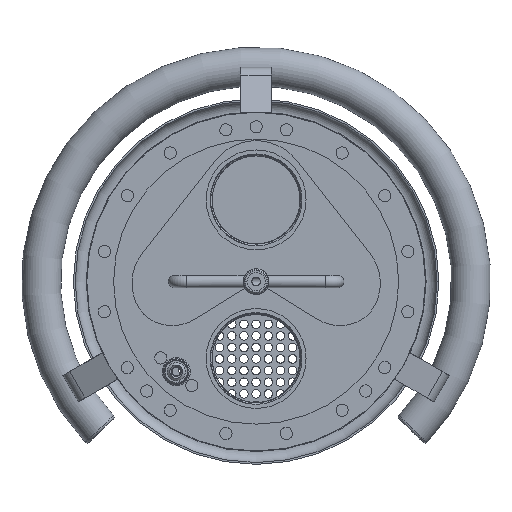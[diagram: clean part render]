
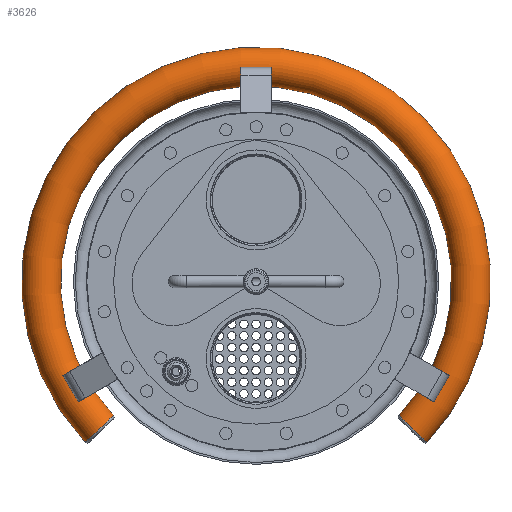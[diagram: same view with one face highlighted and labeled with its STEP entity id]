
A CAD part, left-side view. The second image highlights one B-rep face of the part: STEP entity #3626.
In plain terms, the highlighted toroidal (fillet/blend) face has major radius 176.5 mm and minor radius 16 mm.
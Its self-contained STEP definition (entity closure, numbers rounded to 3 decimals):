
#3626=ADVANCED_FACE('',(#26191,#26193),#26195,.T.);
#26191=FACE_OUTER_BOUND('',#26192,.T.);
#26192=EDGE_LOOP('',(#35314));
#26193=FACE_OUTER_BOUND('',#26194,.T.);
#26194=EDGE_LOOP('',(#35315));
#26195=TOROIDAL_SURFACE('',#26196,176.5,16.);
#26196=AXIS2_PLACEMENT_3D('',#26197,#26198,#26199);
#26197=CARTESIAN_POINT('',(-86.419,0.,0.));
#26198=DIRECTION('',(-1.,0.,0.));
#26199=DIRECTION('',(0.,-0.727,-0.687));
#35314=ORIENTED_EDGE('',*,*,#37518,.F.);
#35315=ORIENTED_EDGE('',*,*,#37519,.F.);
#37518=EDGE_CURVE('',#39513,#39513,#39514,.T.);
#37519=EDGE_CURVE('',#39515,#39515,#39516,.T.);
#39513=VERTEX_POINT('',#53586);
#39514=B_SPLINE_CURVE_WITH_KNOTS('',3,
(#53587,#53588,#53589,#53590,#53591,#53592,#53593,#53594,#53595,#53596,#53597,#53598,
#53599,#53600,#53601,#53602,#53603,#53604,#53605,#53606,#53607,#53608,#53609,#53610,
#53611,#53612,#53613,#53614,#53615,#53616,#53617,#53618,#53619,#53620,#53621,#53622,
#53623,#53624,#53625,#53626,#53627,#53628,#53629,#53630,#53631,#53632,#53633,#53634,
#53635),
.UNSPECIFIED.,.T.,.F.,
(4,1,1,1,1,1,1,1,1,1,1,1,1,1,1,1,1,1,1,1,1,1,1,1,1,1,1,1,1,1,1,1,1,1,1,1,1,1,1,1,
1,1,1,1,1,1,4),
(0.,0.022,0.044,0.066,0.088,
0.11,0.132,0.154,0.176,0.198,
0.22,0.242,0.264,0.286,0.308,
0.33,0.352,0.374,0.396,0.418,
0.44,0.463,0.485,0.507,0.528,
0.55,0.572,0.594,0.616,0.638,
0.66,0.682,0.704,0.727,0.749,
0.771,0.793,0.814,0.836,0.858,
0.881,0.903,0.924,0.946,0.968,
0.986,1.),
.UNSPECIFIED.);
#39515=VERTEX_POINT('',#53636);
#39516=B_SPLINE_CURVE_WITH_KNOTS('',3,
(#53637,#53638,#53639,#53640,#53641,#53642,#53643,#53644,#53645,#53646,#53647,#53648,
#53649,#53650,#53651,#53652,#53653,#53654,#53655,#53656,#53657,#53658,#53659,#53660,
#53661,#53662,#53663,#53664,#53665,#53666,#53667,#53668,#53669,#53670,#53671,#53672,
#53673,#53674,#53675,#53676,#53677,#53678,#53679,#53680,#53681,#53682,#53683,#53684,
#53685,#53686),
.UNSPECIFIED.,.T.,.F.,
(4,1,1,1,1,1,1,1,1,1,1,1,1,1,1,1,1,1,1,1,1,1,1,1,1,1,1,1,1,1,1,1,1,1,1,1,1,1,1,1,
1,1,1,1,1,1,1,4),
(0.,0.021,0.043,0.065,0.087,0.109,
0.131,0.153,0.175,0.197,0.218,
0.24,0.262,0.285,0.307,0.329,
0.351,0.373,0.395,0.417,0.439,
0.461,0.483,0.505,0.527,0.549,
0.571,0.593,0.615,0.637,0.659,
0.681,0.703,0.725,0.747,0.769,
0.791,0.813,0.835,0.857,0.879,
0.901,0.923,0.945,0.966,0.983,
0.994,1.),
.UNSPECIFIED.);
#53586=CARTESIAN_POINT('',(-70.419,128.614,-120.874));
#53587=CARTESIAN_POINT('',(-70.419,128.614,-120.874));
#53588=CARTESIAN_POINT('',(-70.419,128.084,-120.366));
#53589=CARTESIAN_POINT('',(-70.52,127.023,-119.348));
#53590=CARTESIAN_POINT('',(-70.975,125.458,-117.849));
#53591=CARTESIAN_POINT('',(-71.725,123.95,-116.403));
#53592=CARTESIAN_POINT('',(-72.759,122.529,-115.041));
#53593=CARTESIAN_POINT('',(-74.055,121.224,-113.79));
#53594=CARTESIAN_POINT('',(-75.589,120.061,-112.676));
#53595=CARTESIAN_POINT('',(-77.33,119.062,-111.719));
#53596=CARTESIAN_POINT('',(-79.245,118.247,-110.938));
#53597=CARTESIAN_POINT('',(-81.297,117.631,-110.347));
#53598=CARTESIAN_POINT('',(-83.447,117.226,-109.959));
#53599=CARTESIAN_POINT('',(-85.653,117.039,-109.78));
#53600=CARTESIAN_POINT('',(-87.868,117.073,-109.813));
#53601=CARTESIAN_POINT('',(-90.05,117.326,-110.055));
#53602=CARTESIAN_POINT('',(-92.159,117.792,-110.502));
#53603=CARTESIAN_POINT('',(-94.162,118.464,-111.145));
#53604=CARTESIAN_POINT('',(-96.026,119.331,-111.976));
#53605=CARTESIAN_POINT('',(-97.71,120.377,-112.979));
#53606=CARTESIAN_POINT('',(-99.179,121.584,-114.136));
#53607=CARTESIAN_POINT('',(-100.403,122.925,-115.421));
#53608=CARTESIAN_POINT('',(-101.358,124.377,-116.812));
#53609=CARTESIAN_POINT('',(-102.026,125.908,-118.28));
#53610=CARTESIAN_POINT('',(-102.394,127.49,-119.796));
#53611=CARTESIAN_POINT('',(-102.456,129.087,-121.328));
#53612=CARTESIAN_POINT('',(-102.214,130.67,-122.845));
#53613=CARTESIAN_POINT('',(-101.676,132.21,-124.322));
#53614=CARTESIAN_POINT('',(-100.85,133.685,-125.736));
#53615=CARTESIAN_POINT('',(-99.746,135.071,-127.065));
#53616=CARTESIAN_POINT('',(-98.384,136.338,-128.279));
#53617=CARTESIAN_POINT('',(-96.789,137.458,-129.353));
#53618=CARTESIAN_POINT('',(-94.997,138.407,-130.264));
#53619=CARTESIAN_POINT('',(-93.039,139.169,-130.995));
#53620=CARTESIAN_POINT('',(-90.953,139.729,-131.531));
#53621=CARTESIAN_POINT('',(-88.782,140.074,-131.863));
#53622=CARTESIAN_POINT('',(-86.566,140.2,-131.983));
#53623=CARTESIAN_POINT('',(-84.351,140.104,-131.891));
#53624=CARTESIAN_POINT('',(-82.18,139.789,-131.589));
#53625=CARTESIAN_POINT('',(-80.092,139.262,-131.084));
#53626=CARTESIAN_POINT('',(-78.124,138.533,-130.385));
#53627=CARTESIAN_POINT('',(-76.307,137.613,-129.502));
#53628=CARTESIAN_POINT('',(-74.683,136.519,-128.454));
#53629=CARTESIAN_POINT('',(-73.286,135.276,-127.261));
#53630=CARTESIAN_POINT('',(-72.148,133.916,-125.957));
#53631=CARTESIAN_POINT('',(-71.282,132.466,-124.567));
#53632=CARTESIAN_POINT('',(-70.733,131.038,-123.197));
#53633=CARTESIAN_POINT('',(-70.468,129.745,-121.958));
#53634=CARTESIAN_POINT('',(-70.419,128.963,-121.208));
#53635=CARTESIAN_POINT('',(-70.419,128.614,-120.874));
#53636=CARTESIAN_POINT('',(-70.419,-128.615,-120.874));
#53637=CARTESIAN_POINT('',(-70.419,-128.615,-120.874));
#53638=CARTESIAN_POINT('',(-70.419,-129.124,-121.363));
#53639=CARTESIAN_POINT('',(-70.513,-130.155,-122.351));
#53640=CARTESIAN_POINT('',(-70.945,-131.692,-123.825));
#53641=CARTESIAN_POINT('',(-71.674,-133.193,-125.264));
#53642=CARTESIAN_POINT('',(-72.689,-134.617,-126.629));
#53643=CARTESIAN_POINT('',(-73.968,-135.928,-127.886));
#53644=CARTESIAN_POINT('',(-75.486,-137.098,-129.009));
#53645=CARTESIAN_POINT('',(-77.21,-138.104,-129.973));
#53646=CARTESIAN_POINT('',(-79.101,-138.926,-130.762));
#53647=CARTESIAN_POINT('',(-81.128,-139.553,-131.363));
#53648=CARTESIAN_POINT('',(-83.26,-139.974,-131.767));
#53649=CARTESIAN_POINT('',(-85.457,-140.18,-131.964));
#53650=CARTESIAN_POINT('',(-87.68,-140.165,-131.95));
#53651=CARTESIAN_POINT('',(-89.879,-139.928,-131.723));
#53652=CARTESIAN_POINT('',(-92.014,-139.474,-131.287));
#53653=CARTESIAN_POINT('',(-94.041,-138.811,-130.652));
#53654=CARTESIAN_POINT('',(-95.921,-137.953,-129.828));
#53655=CARTESIAN_POINT('',(-97.619,-136.914,-128.832));
#53656=CARTESIAN_POINT('',(-99.099,-135.718,-127.685));
#53657=CARTESIAN_POINT('',(-100.334,-134.389,-126.411));
#53658=CARTESIAN_POINT('',(-101.3,-132.955,-125.036));
#53659=CARTESIAN_POINT('',(-101.984,-131.441,-123.584));
#53660=CARTESIAN_POINT('',(-102.375,-129.87,-122.078));
#53661=CARTESIAN_POINT('',(-102.463,-128.271,-120.545));
#53662=CARTESIAN_POINT('',(-102.243,-126.674,-119.014));
#53663=CARTESIAN_POINT('',(-101.72,-125.113,-117.518));
#53664=CARTESIAN_POINT('',(-100.902,-123.618,-116.085));
#53665=CARTESIAN_POINT('',(-99.805,-122.22,-114.745));
#53666=CARTESIAN_POINT('',(-98.452,-120.945,-113.523));
#53667=CARTESIAN_POINT('',(-96.868,-119.818,-112.443));
#53668=CARTESIAN_POINT('',(-95.087,-118.861,-111.526));
#53669=CARTESIAN_POINT('',(-93.145,-118.093,-110.79));
#53670=CARTESIAN_POINT('',(-91.076,-117.525,-110.245));
#53671=CARTESIAN_POINT('',(-88.917,-117.167,-109.903));
#53672=CARTESIAN_POINT('',(-86.707,-117.028,-109.769));
#53673=CARTESIAN_POINT('',(-84.49,-117.11,-109.848));
#53674=CARTESIAN_POINT('',(-82.311,-117.412,-110.137));
#53675=CARTESIAN_POINT('',(-80.211,-117.928,-110.632));
#53676=CARTESIAN_POINT('',(-78.228,-118.648,-111.322));
#53677=CARTESIAN_POINT('',(-76.4,-119.56,-112.196));
#53678=CARTESIAN_POINT('',(-74.763,-120.647,-113.238));
#53679=CARTESIAN_POINT('',(-73.35,-121.886,-114.425));
#53680=CARTESIAN_POINT('',(-72.191,-123.25,-115.732));
#53681=CARTESIAN_POINT('',(-71.327,-124.678,-117.1));
#53682=CARTESIAN_POINT('',(-70.775,-126.065,-118.43));
#53683=CARTESIAN_POINT('',(-70.513,-127.228,-119.545));
#53684=CARTESIAN_POINT('',(-70.43,-128.057,-120.34));
#53685=CARTESIAN_POINT('',(-70.419,-128.469,-120.735));
#53686=CARTESIAN_POINT('',(-70.419,-128.615,-120.874));
